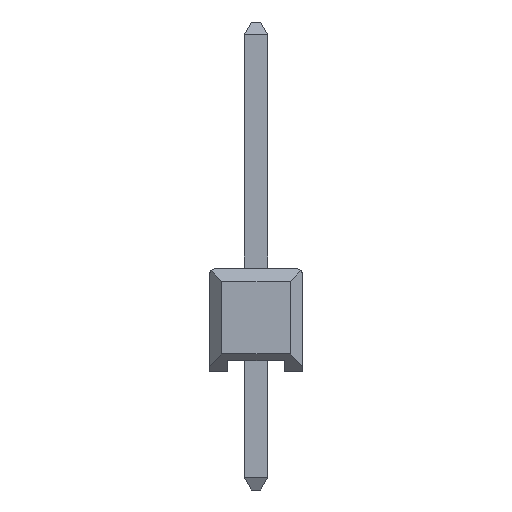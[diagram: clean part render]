
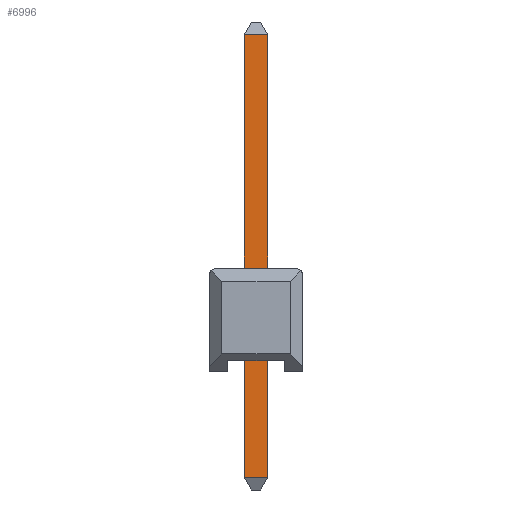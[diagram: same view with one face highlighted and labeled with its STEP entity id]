
A CAD part, left-side view. The second image highlights one B-rep face of the part: STEP entity #6996.
In plain terms, the highlighted planar face has unit normal (-1, 0, 0).
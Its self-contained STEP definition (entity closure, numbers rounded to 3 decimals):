
#990 = ORIENTED_EDGE ( 'NONE', *, *, #7797, .F. ) ;
#1007 = CARTESIAN_POINT ( 'NONE',  ( -0.315, -0.315, -2.86 ) ) ;
#1136 = DIRECTION ( 'NONE',  ( 0., 0., 1. ) ) ;
#1163 = CARTESIAN_POINT ( 'NONE',  ( -0.315, 0.315, 9.156 ) ) ;
#1755 = CARTESIAN_POINT ( 'NONE',  ( -0.315, 0.315, 9.156 ) ) ;
#1771 = CARTESIAN_POINT ( 'NONE',  ( -0.315, -0.315, 9.156 ) ) ;
#1817 = CARTESIAN_POINT ( 'NONE',  ( -0.315, -0.315, 9.156 ) ) ;
#1835 = EDGE_CURVE ( 'NONE', #4369, #2958, #2750, .T. ) ;
#1955 = CARTESIAN_POINT ( 'NONE',  ( -0.315, 0.315, -2.86 ) ) ;
#2366 = PLANE ( 'NONE',  #6995 ) ;
#2750 = B_SPLINE_CURVE_WITH_KNOTS ( 'NONE', 1,
 ( #5975, #5326 ),
 .UNSPECIFIED., .F., .F.,
 ( 2, 2 ),
 ( -20.383, -11.156 ),
 .UNSPECIFIED. ) ;
#2958 = VERTEX_POINT ( 'NONE', #1007 ) ;
#3417 = VERTEX_POINT ( 'NONE', #7219 ) ;
#3461 = EDGE_CURVE ( 'NONE', #7697, #2958, #8611, .T. ) ;
#3513 = EDGE_CURVE ( 'NONE', #4369, #3417, #7038, .T. ) ;
#4369 = VERTEX_POINT ( 'NONE', #1771 ) ;
#4454 = B_SPLINE_CURVE_WITH_KNOTS ( 'NONE', 1,
 ( #5101, #1755 ),
 .UNSPECIFIED., .F., .F.,
 ( 2, 2 ),
 ( -10.526, -1.298 ),
 .UNSPECIFIED. ) ;
#5101 = CARTESIAN_POINT ( 'NONE',  ( -0.315, 0.315, -2.86 ) ) ;
#5326 = CARTESIAN_POINT ( 'NONE',  ( -0.315, -0.315, -2.86 ) ) ;
#5699 = CARTESIAN_POINT ( 'NONE',  ( -0.315, -0.325, 9.326 ) ) ;
#5830 = FACE_OUTER_BOUND ( 'NONE', #7945, .T. ) ;
#5916 = ORIENTED_EDGE ( 'NONE', *, *, #3513, .T. ) ;
#5975 = CARTESIAN_POINT ( 'NONE',  ( -0.315, -0.315, 9.156 ) ) ;
#6995 = AXIS2_PLACEMENT_3D ( 'NONE', #5699, #7855, #1136 ) ;
#6996 = ADVANCED_FACE ( 'NONE', ( #5830 ), #2366, .T. ) ;
#7038 = B_SPLINE_CURVE_WITH_KNOTS ( 'NONE', 1,
 ( #1817, #1163 ),
 .UNSPECIFIED., .F., .F.,
 ( 2, 2 ),
 ( 0., 0.63 ),
 .UNSPECIFIED. ) ;
#7066 = ORIENTED_EDGE ( 'NONE', *, *, #1835, .F. ) ;
#7219 = CARTESIAN_POINT ( 'NONE',  ( -0.315, 0.315, 9.156 ) ) ;
#7490 = ORIENTED_EDGE ( 'NONE', *, *, #3461, .T. ) ;
#7697 = VERTEX_POINT ( 'NONE', #7737 ) ;
#7737 = CARTESIAN_POINT ( 'NONE',  ( -0.315, 0.315, -2.86 ) ) ;
#7797 = EDGE_CURVE ( 'NONE', #7697, #3417, #4454, .T. ) ;
#7855 = DIRECTION ( 'NONE',  ( -1., 0., 0. ) ) ;
#7945 = EDGE_LOOP ( 'NONE', ( #5916, #990, #7490, #7066 ) ) ;
#7971 = CARTESIAN_POINT ( 'NONE',  ( -0.315, -0.315, -2.86 ) ) ;
#8611 = B_SPLINE_CURVE_WITH_KNOTS ( 'NONE', 1,
 ( #1955, #7971 ),
 .UNSPECIFIED., .F., .F.,
 ( 2, 2 ),
 ( 10.526, 11.156 ),
 .UNSPECIFIED. ) ;
